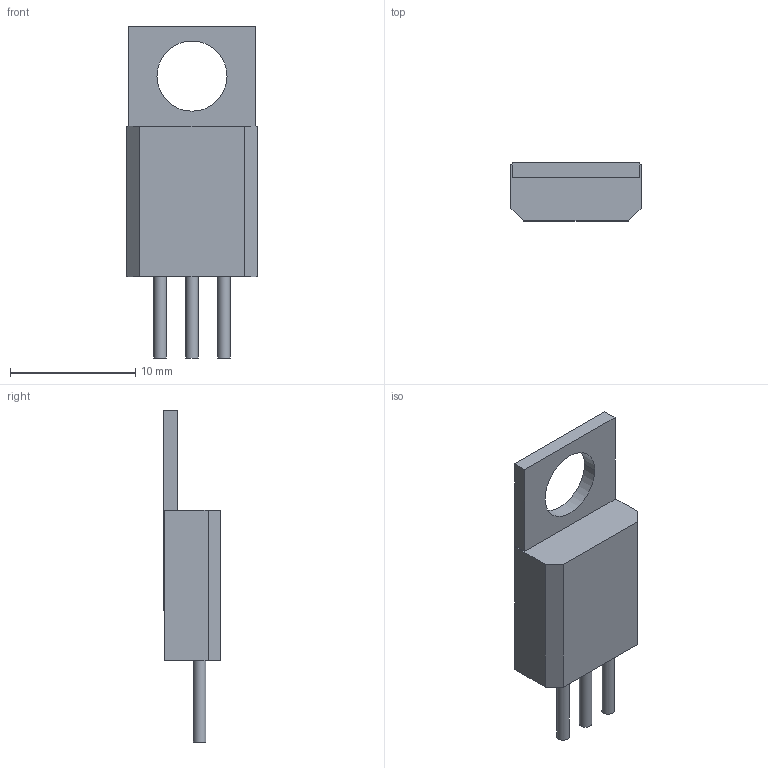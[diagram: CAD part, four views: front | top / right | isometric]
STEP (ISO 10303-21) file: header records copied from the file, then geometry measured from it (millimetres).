
FILE_DESCRIPTION(('STEP AP214'),'1');
FILE_NAME('TO-220FPAB_STM','2024-05-26T03:22:48',(''),(''),'','','');
FILE_SCHEMA(('AUTOMOTIVE_DESIGN'));
Length unit declared in the file: millimetre
Products named in the file (1): product
Bounding box: 10.39 x 4.6 x 26.49 mm (x, y, z)
Volume: 634.8 mm3; surface area: 807 mm2
Topology: 5 solids, 5 shells, 31 faces, 61 edges, 40 vertices
Faces by surface type: plane 26, cylinder 5
Full cylindrical faces by diameter (mm): 0.991 x3
Entity records: 940 total; most frequent: DIRECTION 138, ORIENTED_EDGE 116, CARTESIAN_POINT 83, EDGE_CURVE 58, LINE 48, VECTOR 48, AXIS2_PLACEMENT_3D 45, VERTEX_POINT 40
